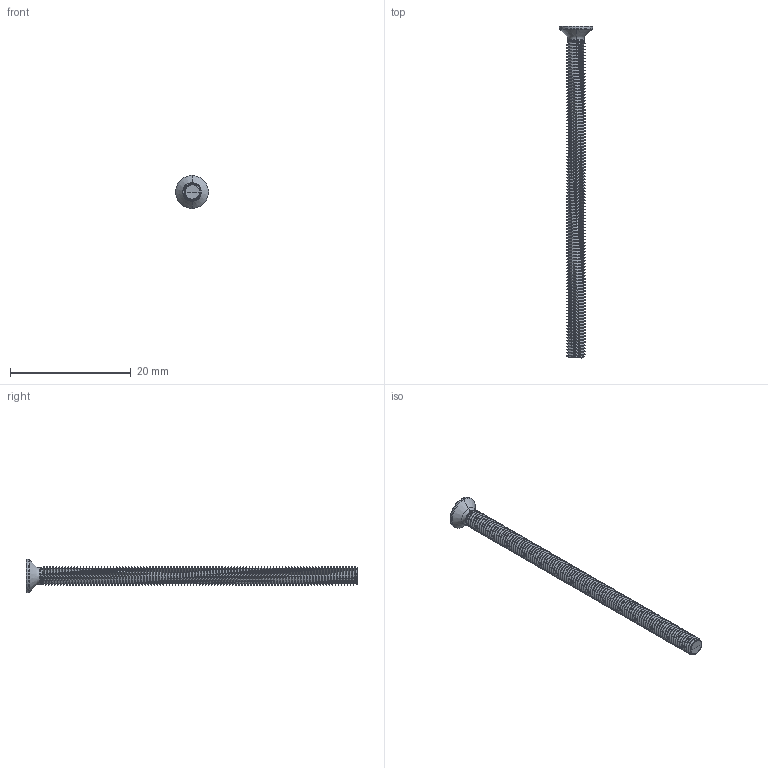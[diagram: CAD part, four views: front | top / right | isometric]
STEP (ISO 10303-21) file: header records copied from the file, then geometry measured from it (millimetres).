
FILE_DESCRIPTION (( 'STEP AP203' ), '1' );
FILE_NAME ('STM410300550.STEP', '2020-12-18T17:02:52', ( '' ), ( '' ), 'SwSTEP 2.0', 'SolidWorks 2015', '' );
FILE_SCHEMA (( 'CONFIG_CONTROL_DESIGN' ));
Length unit declared in the file: millimetre
Products named in the file (2): STM410300550
Bounding box: 5.5 x 55 x 5.5 mm (x, y, z)
Volume: 327.8 mm3; surface area: 818.8 mm2
Topology: 1 solids, 1 shells, 279 faces, 800 edges, 522 vertices
Faces by surface type: cylinder 232, bspline 18, cone 14, torus 11, sphere 2, plane 2
Entity records: 41581 total; most frequent: CARTESIAN_POINT 35575, ORIENTED_EDGE 1596, DIRECTION 887, EDGE_CURVE 798, VERTEX_POINT 522, AXIS2_PLACEMENT_3D 322, EDGE_LOOP 280, ADVANCED_FACE 279
